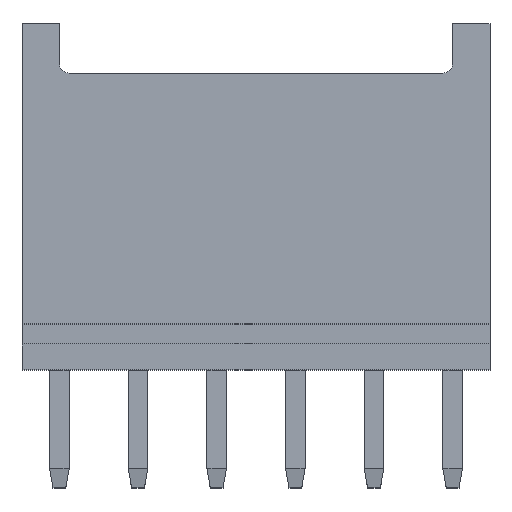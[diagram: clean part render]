
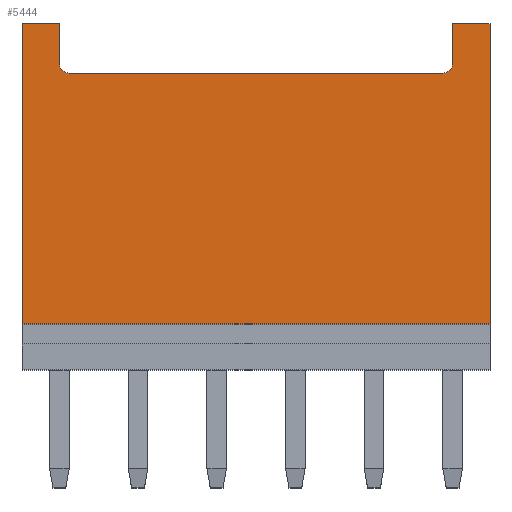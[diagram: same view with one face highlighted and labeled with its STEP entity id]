
A CAD part, top view. The second image highlights one B-rep face of the part: STEP entity #5444.
In plain terms, the highlighted planar face has unit normal (0, 0, 1).
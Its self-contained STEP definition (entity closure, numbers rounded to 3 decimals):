
#246 = EDGE_CURVE ( 'NONE', #7517, #4480, #2005, .T. ) ;
#271 = LINE ( 'NONE', #7659, #2741 ) ;
#281 = EDGE_CURVE ( 'NONE', #2086, #4480, #8471, .T. ) ;
#342 = ORIENTED_EDGE ( 'NONE', *, *, #2923, .F. ) ;
#481 = VERTEX_POINT ( 'NONE', #7140 ) ;
#520 = CARTESIAN_POINT ( 'NONE',  ( 5.003, 7.799, 2.5 ) ) ;
#611 = VERTEX_POINT ( 'NONE', #3820 ) ;
#650 = VECTOR ( 'NONE', #1550, 1000. ) ;
#837 = DIRECTION ( 'NONE',  ( -1., 0., 0. ) ) ;
#927 = CARTESIAN_POINT ( 'NONE',  ( -4.753, 7.799, 2.5 ) ) ;
#978 = CARTESIAN_POINT ( 'NONE',  ( 5.95, 8.8, 2.5 ) ) ;
#1080 = ORIENTED_EDGE ( 'NONE', *, *, #246, .T. ) ;
#1111 = AXIS2_PLACEMENT_3D ( 'NONE', #2795, #5535, #4179 ) ;
#1217 = EDGE_CURVE ( 'NONE', #611, #481, #6534, .T. ) ;
#1316 = PLANE ( 'NONE',  #1111 ) ;
#1528 = EDGE_LOOP ( 'NONE', ( #7927, #5502, #7327, #342, #2084, #1080, #4997, #4968, #7903, #5631 ) ) ;
#1531 = CARTESIAN_POINT ( 'NONE',  ( -5.95, 1.168, 2.5 ) ) ;
#1550 = DIRECTION ( 'NONE',  ( 0., -1., 0. ) ) ;
#1776 = CARTESIAN_POINT ( 'NONE',  ( -5.95, 8.8, 2.5 ) ) ;
#1968 = EDGE_CURVE ( 'NONE', #8353, #5568, #4890, .T. ) ;
#2005 = CIRCLE ( 'NONE', #7662, 0.25 ) ;
#2084 = ORIENTED_EDGE ( 'NONE', *, *, #8564, .F. ) ;
#2086 = VERTEX_POINT ( 'NONE', #3781 ) ;
#2365 = CARTESIAN_POINT ( 'NONE',  ( -5.003, 7.549, 2.5 ) ) ;
#2465 = EDGE_CURVE ( 'NONE', #8353, #611, #5352, .T. ) ;
#2741 = VECTOR ( 'NONE', #2940, 1000. ) ;
#2795 = CARTESIAN_POINT ( 'NONE',  ( -5.95, 8.8, 2.5 ) ) ;
#2923 = EDGE_CURVE ( 'NONE', #6519, #6097, #8619, .T. ) ;
#2940 = DIRECTION ( 'NONE',  ( 0., 1., 0. ) ) ;
#2980 = CARTESIAN_POINT ( 'NONE',  ( -5.95, 1.168, 2.5 ) ) ;
#3028 = CARTESIAN_POINT ( 'NONE',  ( -5.003, 8.8, 2.5 ) ) ;
#3250 = LINE ( 'NONE', #8348, #6745 ) ;
#3549 = AXIS2_PLACEMENT_3D ( 'NONE', #927, #7593, #4911 ) ;
#3621 = CARTESIAN_POINT ( 'NONE',  ( 4.753, 7.549, 2.5 ) ) ;
#3781 = CARTESIAN_POINT ( 'NONE',  ( -4.753, 7.549, 2.5 ) ) ;
#3820 = CARTESIAN_POINT ( 'NONE',  ( -5.003, 8.8, 2.5 ) ) ;
#3839 = FACE_OUTER_BOUND ( 'NONE', #1528, .T. ) ;
#4111 = CIRCLE ( 'NONE', #3549, 0.25 ) ;
#4179 = DIRECTION ( 'NONE',  ( -1., 0., 0. ) ) ;
#4391 = VECTOR ( 'NONE', #6569, 1000. ) ;
#4433 = DIRECTION ( 'NONE',  ( 1., 0., 0. ) ) ;
#4465 = CARTESIAN_POINT ( 'NONE',  ( -5.95, 8.8, 2.5 ) ) ;
#4480 = VERTEX_POINT ( 'NONE', #3621 ) ;
#4713 = CARTESIAN_POINT ( 'NONE',  ( -5.95, 8.8, 2.5 ) ) ;
#4790 = DIRECTION ( 'NONE',  ( 0., -1., 0. ) ) ;
#4810 = EDGE_CURVE ( 'NONE', #6097, #7479, #3250, .T. ) ;
#4890 = LINE ( 'NONE', #4713, #650 ) ;
#4893 = LINE ( 'NONE', #2980, #5198 ) ;
#4911 = DIRECTION ( 'NONE',  ( -1., 0., 0. ) ) ;
#4934 = DIRECTION ( 'NONE',  ( 1., 0., 0. ) ) ;
#4968 = ORIENTED_EDGE ( 'NONE', *, *, #7302, .T. ) ;
#4997 = ORIENTED_EDGE ( 'NONE', *, *, #281, .F. ) ;
#5198 = VECTOR ( 'NONE', #4934, 1000. ) ;
#5352 = LINE ( 'NONE', #8078, #4391 ) ;
#5444 = ADVANCED_FACE ( 'NONE', ( #3839 ), #1316, .F. ) ;
#5502 = ORIENTED_EDGE ( 'NONE', *, *, #5811, .T. ) ;
#5521 = VECTOR ( 'NONE', #8336, 1000. ) ;
#5535 = DIRECTION ( 'NONE',  ( 0., 0., -1. ) ) ;
#5568 = VERTEX_POINT ( 'NONE', #1531 ) ;
#5631 = ORIENTED_EDGE ( 'NONE', *, *, #2465, .F. ) ;
#5811 = EDGE_CURVE ( 'NONE', #5568, #7479, #4893, .T. ) ;
#6097 = VERTEX_POINT ( 'NONE', #978 ) ;
#6108 = VECTOR ( 'NONE', #7920, 1000. ) ;
#6519 = VERTEX_POINT ( 'NONE', #8417 ) ;
#6534 = LINE ( 'NONE', #3028, #6108 ) ;
#6569 = DIRECTION ( 'NONE',  ( 1., 0., 0. ) ) ;
#6705 = VECTOR ( 'NONE', #4433, 1000. ) ;
#6745 = VECTOR ( 'NONE', #4790, 1000. ) ;
#7140 = CARTESIAN_POINT ( 'NONE',  ( -5.003, 7.799, 2.5 ) ) ;
#7228 = CARTESIAN_POINT ( 'NONE',  ( 5.95, 1.168, 2.5 ) ) ;
#7302 = EDGE_CURVE ( 'NONE', #2086, #481, #4111, .T. ) ;
#7327 = ORIENTED_EDGE ( 'NONE', *, *, #4810, .F. ) ;
#7479 = VERTEX_POINT ( 'NONE', #7228 ) ;
#7517 = VERTEX_POINT ( 'NONE', #520 ) ;
#7593 = DIRECTION ( 'NONE',  ( 0., 0., -1. ) ) ;
#7659 = CARTESIAN_POINT ( 'NONE',  ( 5.003, 8.8, 2.5 ) ) ;
#7662 = AXIS2_PLACEMENT_3D ( 'NONE', #8207, #8261, #837 ) ;
#7903 = ORIENTED_EDGE ( 'NONE', *, *, #1217, .F. ) ;
#7920 = DIRECTION ( 'NONE',  ( 0., -1., 0. ) ) ;
#7927 = ORIENTED_EDGE ( 'NONE', *, *, #1968, .T. ) ;
#8078 = CARTESIAN_POINT ( 'NONE',  ( -5.95, 8.8, 2.5 ) ) ;
#8207 = CARTESIAN_POINT ( 'NONE',  ( 4.753, 7.799, 2.5 ) ) ;
#8261 = DIRECTION ( 'NONE',  ( 0., 0., -1. ) ) ;
#8336 = DIRECTION ( 'NONE',  ( 1., 0., 0. ) ) ;
#8348 = CARTESIAN_POINT ( 'NONE',  ( 5.95, 8.8, 2.5 ) ) ;
#8353 = VERTEX_POINT ( 'NONE', #4465 ) ;
#8417 = CARTESIAN_POINT ( 'NONE',  ( 5.003, 8.8, 2.5 ) ) ;
#8471 = LINE ( 'NONE', #2365, #5521 ) ;
#8564 = EDGE_CURVE ( 'NONE', #7517, #6519, #271, .T. ) ;
#8619 = LINE ( 'NONE', #1776, #6705 ) ;
